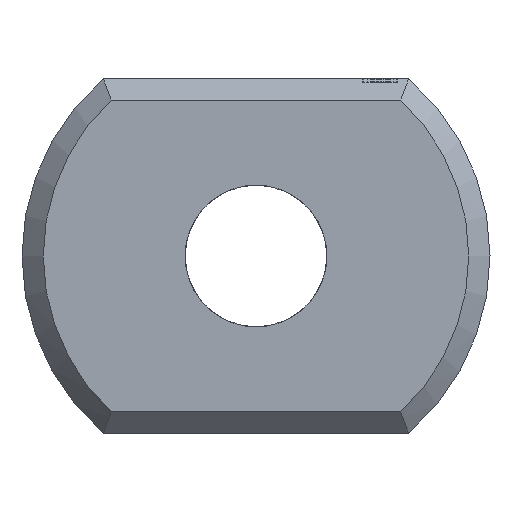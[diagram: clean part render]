
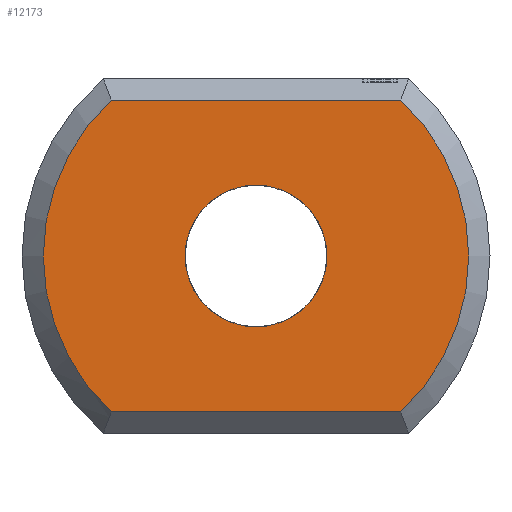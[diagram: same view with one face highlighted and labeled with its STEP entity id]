
A CAD part, left-side view. The second image highlights one B-rep face of the part: STEP entity #12173.
In plain terms, the highlighted planar face has unit normal (-1, 0, 0).
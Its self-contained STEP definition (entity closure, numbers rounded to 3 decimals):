
#298 = PLANE('',#299);
#299 = AXIS2_PLACEMENT_3D('',#300,#301,#302);
#300 = CARTESIAN_POINT('',(0.15,-2.154,-2.35));
#301 = DIRECTION('',(-0.707,0.,-0.707));
#302 = DIRECTION('',(0.,-1.,0.));
#725 = CONICAL_SURFACE('',#726,3.3,0.785);
#726 = AXIS2_PLACEMENT_3D('',#727,#728,#729);
#727 = CARTESIAN_POINT('',(0.3,0.,0.));
#728 = DIRECTION('',(1.,0.,0.));
#729 = DIRECTION('',(0.,0.653,-0.758));
#872 = CONICAL_SURFACE('',#873,3.3,0.785);
#873 = AXIS2_PLACEMENT_3D('',#874,#875,#876);
#874 = CARTESIAN_POINT('',(0.3,0.,0.));
#875 = DIRECTION('',(1.,0.,0.));
#876 = DIRECTION('',(0.,-0.653,0.758));
#909 = VERTEX_POINT('',#910);
#910 = CARTESIAN_POINT('',(0.,-2.04,-2.2));
#937 = VERTEX_POINT('',#938);
#938 = CARTESIAN_POINT('',(0.,2.04,-2.2));
#963 = EDGE_CURVE('',#909,#937,#964,.T.);
#964 = SURFACE_CURVE('',#965,(#969,#976),.PCURVE_S1.);
#965 = LINE('',#966,#967);
#966 = CARTESIAN_POINT('',(0.,-2.154,-2.2));
#967 = VECTOR('',#968,1.);
#968 = DIRECTION('',(0.,1.,0.));
#969 = PCURVE('',#298,#970);
#970 = DEFINITIONAL_REPRESENTATION('',(#971),#975);
#971 = LINE('',#972,#973);
#972 = CARTESIAN_POINT('',(0.,0.212));
#973 = VECTOR('',#974,1.);
#974 = DIRECTION('',(-1.,0.));
#975 = ( GEOMETRIC_REPRESENTATION_CONTEXT(2) 
PARAMETRIC_REPRESENTATION_CONTEXT() REPRESENTATION_CONTEXT('2D SPACE',''
  ) );
#976 = PCURVE('',#977,#982);
#977 = PLANE('',#978);
#978 = AXIS2_PLACEMENT_3D('',#979,#980,#981);
#979 = CARTESIAN_POINT('',(0.,0.,
    0.));
#980 = DIRECTION('',(1.,0.,0.));
#981 = DIRECTION('',(0.,0.,1.));
#982 = DEFINITIONAL_REPRESENTATION('',(#983),#987);
#983 = LINE('',#984,#985);
#984 = CARTESIAN_POINT('',(-2.2,2.154));
#985 = VECTOR('',#986,1.);
#986 = DIRECTION('',(0.,-1.));
#987 = ( GEOMETRIC_REPRESENTATION_CONTEXT(2) 
PARAMETRIC_REPRESENTATION_CONTEXT() REPRESENTATION_CONTEXT('2D SPACE',''
  ) );
#1763 = PLANE('',#1764);
#1764 = AXIS2_PLACEMENT_3D('',#1765,#1766,#1767);
#1765 = CARTESIAN_POINT('',(0.15,-2.154,2.35));
#1766 = DIRECTION('',(0.707,0.,-0.707
    ));
#1767 = DIRECTION('',(0.,-1.,0.));
#11960 = VERTEX_POINT('',#11961);
#11961 = CARTESIAN_POINT('',(0.,2.04,2.2));
#11986 = EDGE_CURVE('',#937,#11960,#11987,.T.);
#11987 = SURFACE_CURVE('',#11988,(#11993,#12000),.PCURVE_S1.);
#11988 = CIRCLE('',#11989,3.);
#11989 = AXIS2_PLACEMENT_3D('',#11990,#11991,#11992);
#11990 = CARTESIAN_POINT('',(0.,0.,
    0.));
#11991 = DIRECTION('',(1.,0.,0.));
#11992 = DIRECTION('',(0.,0.653,-0.758)
  );
#11993 = PCURVE('',#725,#11994);
#11994 = DEFINITIONAL_REPRESENTATION('',(#11995),#11999);
#11995 = LINE('',#11996,#11997);
#11996 = CARTESIAN_POINT('',(0.,-0.3));
#11997 = VECTOR('',#11998,1.);
#11998 = DIRECTION('',(1.,-0.));
#11999 = ( GEOMETRIC_REPRESENTATION_CONTEXT(2) 
PARAMETRIC_REPRESENTATION_CONTEXT() REPRESENTATION_CONTEXT('2D SPACE',''
  ) );
#12000 = PCURVE('',#977,#12001);
#12001 = DEFINITIONAL_REPRESENTATION('',(#12002),#12006);
#12002 = CIRCLE('',#12003,3.);
#12003 = AXIS2_PLACEMENT_2D('',#12004,#12005);
#12004 = CARTESIAN_POINT('',(0.,0.));
#12005 = DIRECTION('',(-0.758,-0.653));
#12006 = ( GEOMETRIC_REPRESENTATION_CONTEXT(2) 
PARAMETRIC_REPRESENTATION_CONTEXT() REPRESENTATION_CONTEXT('2D SPACE',''
  ) );
#12124 = VERTEX_POINT('',#12125);
#12125 = CARTESIAN_POINT('',(0.,-2.04,2.2));
#12152 = EDGE_CURVE('',#12124,#909,#12153,.T.);
#12153 = SURFACE_CURVE('',#12154,(#12159,#12166),.PCURVE_S1.);
#12154 = CIRCLE('',#12155,3.);
#12155 = AXIS2_PLACEMENT_3D('',#12156,#12157,#12158);
#12156 = CARTESIAN_POINT('',(0.,0.,
    0.));
#12157 = DIRECTION('',(1.,0.,0.));
#12158 = DIRECTION('',(0.,-0.653,0.758)
  );
#12159 = PCURVE('',#872,#12160);
#12160 = DEFINITIONAL_REPRESENTATION('',(#12161),#12165);
#12161 = LINE('',#12162,#12163);
#12162 = CARTESIAN_POINT('',(0.,-0.3));
#12163 = VECTOR('',#12164,1.);
#12164 = DIRECTION('',(1.,-0.));
#12165 = ( GEOMETRIC_REPRESENTATION_CONTEXT(2) 
PARAMETRIC_REPRESENTATION_CONTEXT() REPRESENTATION_CONTEXT('2D SPACE',''
  ) );
#12166 = PCURVE('',#977,#12167);
#12167 = DEFINITIONAL_REPRESENTATION('',(#12168),#12172);
#12168 = CIRCLE('',#12169,3.);
#12169 = AXIS2_PLACEMENT_2D('',#12170,#12171);
#12170 = CARTESIAN_POINT('',(0.,0.));
#12171 = DIRECTION('',(0.758,0.653));
#12172 = ( GEOMETRIC_REPRESENTATION_CONTEXT(2) 
PARAMETRIC_REPRESENTATION_CONTEXT() REPRESENTATION_CONTEXT('2D SPACE',''
  ) );
#12173 = ADVANCED_FACE('',(#12174,#12200),#977,.F.);
#12174 = FACE_BOUND('',#12175,.F.);
#12175 = EDGE_LOOP('',(#12176,#12177,#12198,#12199));
#12176 = ORIENTED_EDGE('',*,*,#11986,.T.);
#12177 = ORIENTED_EDGE('',*,*,#12178,.F.);
#12178 = EDGE_CURVE('',#12124,#11960,#12179,.T.);
#12179 = SURFACE_CURVE('',#12180,(#12184,#12191),.PCURVE_S1.);
#12180 = LINE('',#12181,#12182);
#12181 = CARTESIAN_POINT('',(0.,-2.154,2.2));
#12182 = VECTOR('',#12183,1.);
#12183 = DIRECTION('',(0.,1.,0.));
#12184 = PCURVE('',#977,#12185);
#12185 = DEFINITIONAL_REPRESENTATION('',(#12186),#12190);
#12186 = LINE('',#12187,#12188);
#12187 = CARTESIAN_POINT('',(2.2,2.154));
#12188 = VECTOR('',#12189,1.);
#12189 = DIRECTION('',(0.,-1.));
#12190 = ( GEOMETRIC_REPRESENTATION_CONTEXT(2) 
PARAMETRIC_REPRESENTATION_CONTEXT() REPRESENTATION_CONTEXT('2D SPACE',''
  ) );
#12191 = PCURVE('',#1763,#12192);
#12192 = DEFINITIONAL_REPRESENTATION('',(#12193),#12197);
#12193 = LINE('',#12194,#12195);
#12194 = CARTESIAN_POINT('',(0.,0.212));
#12195 = VECTOR('',#12196,1.);
#12196 = DIRECTION('',(-1.,0.));
#12197 = ( GEOMETRIC_REPRESENTATION_CONTEXT(2) 
PARAMETRIC_REPRESENTATION_CONTEXT() REPRESENTATION_CONTEXT('2D SPACE',''
  ) );
#12198 = ORIENTED_EDGE('',*,*,#12152,.T.);
#12199 = ORIENTED_EDGE('',*,*,#963,.T.);
#12200 = FACE_BOUND('',#12201,.T.);
#12201 = EDGE_LOOP('',(#12202));
#12202 = ORIENTED_EDGE('',*,*,#12203,.T.);
#12203 = EDGE_CURVE('',#12204,#12204,#12206,.T.);
#12204 = VERTEX_POINT('',#12205);
#12205 = CARTESIAN_POINT('',(0.,1.,0.));
#12206 = SURFACE_CURVE('',#12207,(#12212,#12219),.PCURVE_S1.);
#12207 = CIRCLE('',#12208,1.);
#12208 = AXIS2_PLACEMENT_3D('',#12209,#12210,#12211);
#12209 = CARTESIAN_POINT('',(0.,0.,0.));
#12210 = DIRECTION('',(1.,0.,0.));
#12211 = DIRECTION('',(0.,1.,0.));
#12212 = PCURVE('',#977,#12213);
#12213 = DEFINITIONAL_REPRESENTATION('',(#12214),#12218);
#12214 = CIRCLE('',#12215,1.);
#12215 = AXIS2_PLACEMENT_2D('',#12216,#12217);
#12216 = CARTESIAN_POINT('',(0.,0.));
#12217 = DIRECTION('',(0.,-1.));
#12218 = ( GEOMETRIC_REPRESENTATION_CONTEXT(2) 
PARAMETRIC_REPRESENTATION_CONTEXT() REPRESENTATION_CONTEXT('2D SPACE',''
  ) );
#12219 = PCURVE('',#12220,#12225);
#12220 = CYLINDRICAL_SURFACE('',#12221,1.);
#12221 = AXIS2_PLACEMENT_3D('',#12222,#12223,#12224);
#12222 = CARTESIAN_POINT('',(0.,0.,0.));
#12223 = DIRECTION('',(-1.,0.,0.));
#12224 = DIRECTION('',(0.,1.,0.));
#12225 = DEFINITIONAL_REPRESENTATION('',(#12226),#12230);
#12226 = LINE('',#12227,#12228);
#12227 = CARTESIAN_POINT('',(-0.,0.));
#12228 = VECTOR('',#12229,1.);
#12229 = DIRECTION('',(-1.,0.));
#12230 = ( GEOMETRIC_REPRESENTATION_CONTEXT(2) 
PARAMETRIC_REPRESENTATION_CONTEXT() REPRESENTATION_CONTEXT('2D SPACE',''
  ) );
